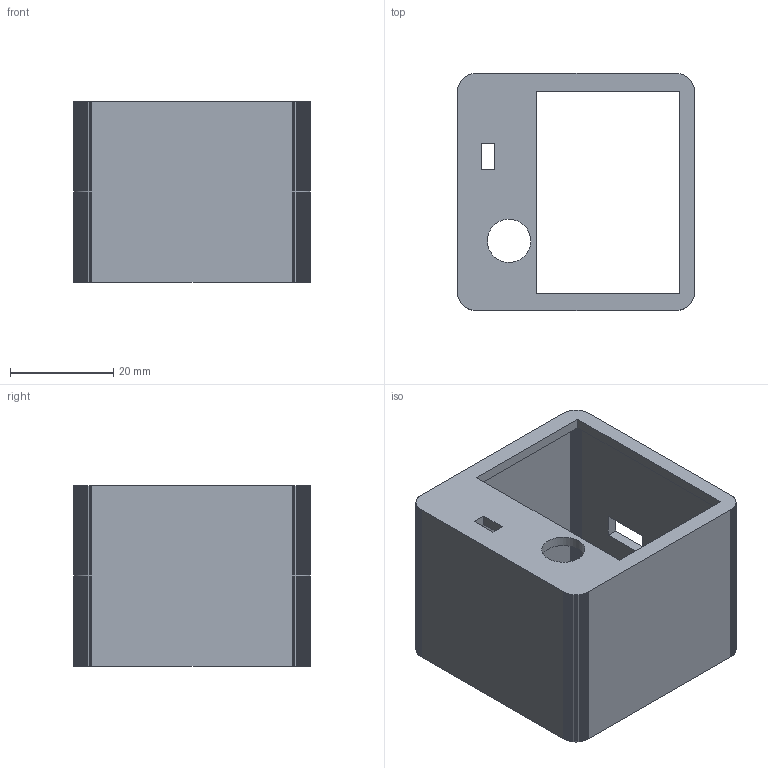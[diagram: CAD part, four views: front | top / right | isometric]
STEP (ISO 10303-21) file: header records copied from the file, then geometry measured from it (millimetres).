
FILE_DESCRIPTION(('Designed by EasyEDA Pro'),'2;1');
FILE_NAME('Open CASCADE Shape Model','2025-09-07T11:36:04',('Author'),( 'Open CASCADE'),'Open CASCADE STEP processor 7.8','Open CASCADE 7.8' ,'Unknown');
FILE_SCHEMA(('AUTOMOTIVE_DESIGN { 1 0 10303 214 1 1 1 1 }'));
Length unit declared in the file: millimetre
Products named in the file (1): Open CASCADE STEP translator 7.8 1
Bounding box: 46 x 46 x 35 mm (x, y, z)
Volume: 13363.8 mm3; surface area: 14218.9 mm2
Topology: 1 solids, 1 shells, 245 faces, 720 edges, 480 vertices
Faces by surface type: bspline 245
Entity records: 16024 total; most frequent: CARTESIAN_POINT 6661, B_SPLINE_CURVE_WITH_KNOTS 2112, ORIENTED_EDGE 1440, PCURVE 1440, DEFINITIONAL_REPRESENTATION 1440, EDGE_CURVE 720, SURFACE_CURVE 716, VERTEX_POINT 480
